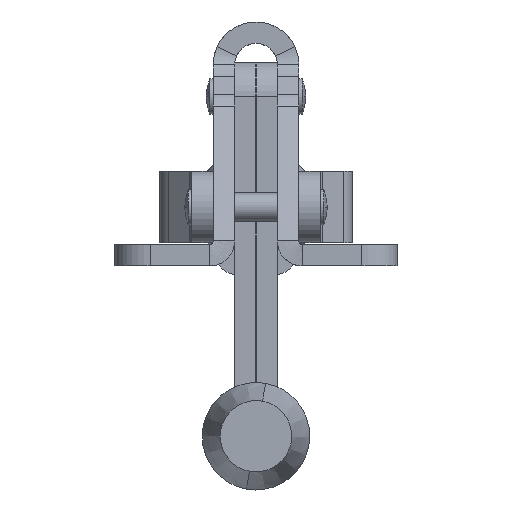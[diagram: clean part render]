
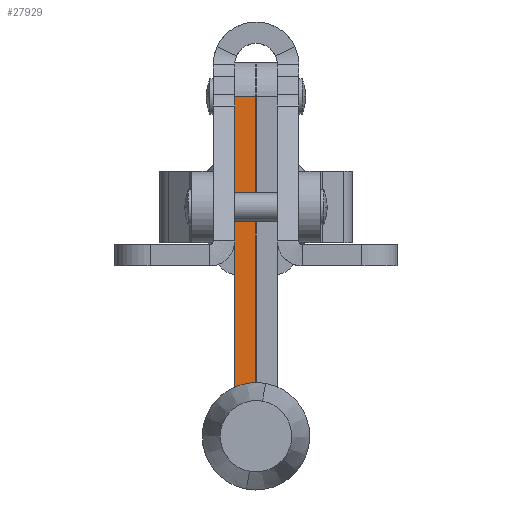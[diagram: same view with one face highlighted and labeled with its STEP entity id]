
A CAD part, front view. The second image highlights one B-rep face of the part: STEP entity #27929.
In plain terms, the highlighted face is planar.
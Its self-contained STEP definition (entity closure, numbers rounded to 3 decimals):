
#86 = EDGE_CURVE ( 'NONE', #22901, #22902, #14665, .T. ) ;
#865 = AXIS2_PLACEMENT_3D ( 'NONE', #9744, #9745, #9746 ) ;
#866 = AXIS2_PLACEMENT_3D ( 'NONE', #9748, #9749, #9750 ) ;
#867 = AXIS2_PLACEMENT_3D ( 'NONE', #9752, #9753, #9754 ) ;
#4098 = CARTESIAN_POINT ( 'NONE',  ( 50.82, 0., 0. ) ) ;
#4103 = DIRECTION ( 'NONE',  ( 0., -1., 0. ) ) ;
#4385 = FACE_OUTER_BOUND ( 'NONE', #24529, .T. ) ;
#8572 = CARTESIAN_POINT ( 'NONE',  ( 3.2, 0., 0. ) ) ;
#8576 = PLANE ( 'NONE',  #22252 ) ;
#8578 = DIRECTION ( 'NONE',  ( 0., 0., 1. ) ) ;
#8579 = DIRECTION ( 'NONE',  ( 1., 0., 0. ) ) ;
#9311 = VERTEX_POINT ( 'NONE', #10797 ) ;
#9739 = DIRECTION ( 'NONE',  ( -0.956, -0.293, 0. ) ) ;
#9743 = CARTESIAN_POINT ( 'NONE',  ( 0., 0., 0. ) ) ;
#9744 = CARTESIAN_POINT ( 'NONE',  ( 3.2, 0., 0. ) ) ;
#9745 = DIRECTION ( 'NONE',  ( 0., 0., 1. ) ) ;
#9746 = DIRECTION ( 'NONE',  ( 1., 0., 0. ) ) ;
#9747 = DIRECTION ( 'NONE',  ( -1., 0., 0. ) ) ;
#9748 = CARTESIAN_POINT ( 'NONE',  ( 3.2, 0., 0. ) ) ;
#9749 = DIRECTION ( 'NONE',  ( 0., 0., -1. ) ) ;
#9750 = DIRECTION ( 'NONE',  ( 1., 0., 0. ) ) ;
#9751 = CARTESIAN_POINT ( 'NONE',  ( 8.626, 0., 0. ) ) ;
#9752 = CARTESIAN_POINT ( 'NONE',  ( 8.626, -3., 0. ) ) ;
#9753 = DIRECTION ( 'NONE',  ( 0., 0., 1. ) ) ;
#9754 = DIRECTION ( 'NONE',  ( -1., 0., 0. ) ) ;
#10797 = CARTESIAN_POINT ( 'NONE',  ( 8.626, -3., 0. ) ) ;
#10957 = CARTESIAN_POINT ( 'NONE',  ( -2.934, -0.899, 0. ) ) ;
#10972 = CARTESIAN_POINT ( 'NONE',  ( 8.626, 0., 0. ) ) ;
#10979 = CARTESIAN_POINT ( 'NONE',  ( 6., -1.548, 0. ) ) ;
#11017 = CARTESIAN_POINT ( 'NONE',  ( 0., 0., 0. ) ) ;
#11137 = CARTESIAN_POINT ( 'NONE',  ( 50.82, 0., 0. ) ) ;
#11138 = CARTESIAN_POINT ( 'NONE',  ( 50.82, -3., 0. ) ) ;
#13752 = ORIENTED_EDGE ( 'NONE', *, *, #86, .T. ) ;
#13754 = ORIENTED_EDGE ( 'NONE', *, *, #26048, .F. ) ;
#13755 = ORIENTED_EDGE ( 'NONE', *, *, #26160, .F. ) ;
#13758 = ORIENTED_EDGE ( 'NONE', *, *, #26161, .F. ) ;
#13760 = ORIENTED_EDGE ( 'NONE', *, *, #26162, .F. ) ;
#13761 = ORIENTED_EDGE ( 'NONE', *, *, #26163, .F. ) ;
#13766 = ORIENTED_EDGE ( 'NONE', *, *, #26164, .F. ) ;
#14665 = LINE ( 'NONE', #4098, #14667 ) ;
#14667 = VECTOR ( 'NONE', #4103, 1000. ) ;
#20158 = LINE ( 'NONE', #21402, #20163 ) ;
#20163 = VECTOR ( 'NONE', #21418, 1000. ) ;
#20250 = LINE ( 'NONE', #9743, #20273 ) ;
#20270 = CIRCLE ( 'NONE', #865, 6.2 ) ;
#20271 = CIRCLE ( 'NONE', #866, 3.2 ) ;
#20272 = CIRCLE ( 'NONE', #867, 3. ) ;
#20273 = VECTOR ( 'NONE', #9739, 1000. ) ;
#20274 = LINE ( 'NONE', #9751, #20277 ) ;
#20277 = VECTOR ( 'NONE', #9747, 1000. ) ;
#21402 = CARTESIAN_POINT ( 'NONE',  ( 8.626, -3., 0. ) ) ;
#21418 = DIRECTION ( 'NONE',  ( 1., 0., 0. ) ) ;
#22252 = AXIS2_PLACEMENT_3D ( 'NONE', #8572, #8578, #8579 ) ;
#22751 = VERTEX_POINT ( 'NONE', #10957 ) ;
#22761 = VERTEX_POINT ( 'NONE', #10972 ) ;
#22765 = VERTEX_POINT ( 'NONE', #10979 ) ;
#22790 = VERTEX_POINT ( 'NONE', #11017 ) ;
#22901 = VERTEX_POINT ( 'NONE', #11137 ) ;
#22902 = VERTEX_POINT ( 'NONE', #11138 ) ;
#24529 = EDGE_LOOP ( 'NONE', ( #13752, #13754, #13755, #13758, #13760, #13761, #13766 ) ) ;
#26048 = EDGE_CURVE ( 'NONE', #9311, #22902, #20158, .T. ) ;
#26160 = EDGE_CURVE ( 'NONE', #22751, #9311, #20270, .T. ) ;
#26161 = EDGE_CURVE ( 'NONE', #22790, #22751, #20250, .T. ) ;
#26162 = EDGE_CURVE ( 'NONE', #22765, #22790, #20271, .T. ) ;
#26163 = EDGE_CURVE ( 'NONE', #22761, #22765, #20272, .T. ) ;
#26164 = EDGE_CURVE ( 'NONE', #22901, #22761, #20274, .T. ) ;
#27929 = ADVANCED_FACE ( 'NONE', ( #4385 ), #8576, .F. ) ;
